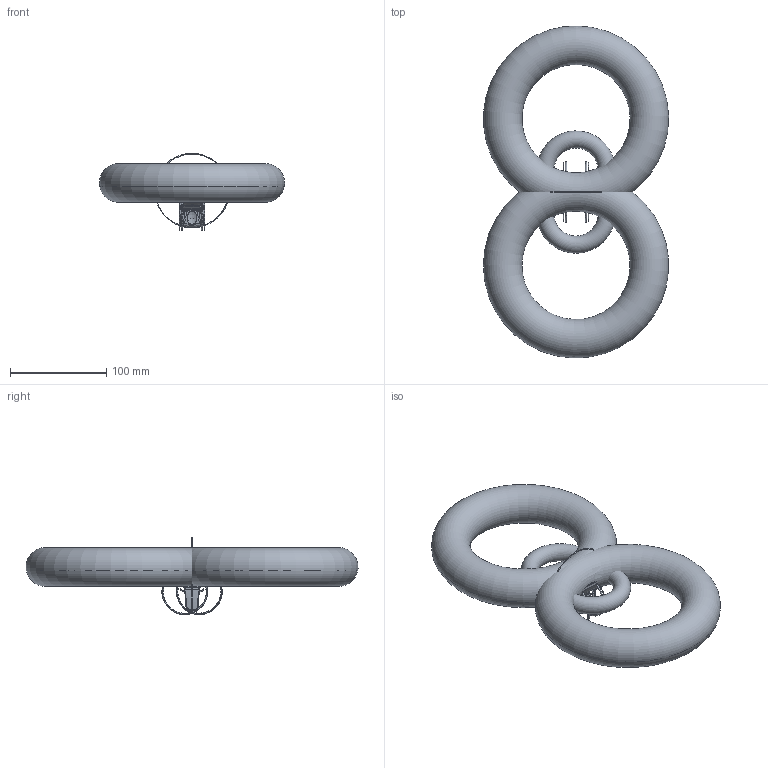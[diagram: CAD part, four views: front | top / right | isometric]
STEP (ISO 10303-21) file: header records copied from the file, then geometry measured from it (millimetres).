
FILE_DESCRIPTION((''),'2;1');
FILE_NAME('68B_SW0001','2020-11-02T',('cconro'),(''),'PRO/ENGINEER BY PARAMETRIC TECHNOLOGY CORPORATION, 2016100','PRO/ENGINEER BY PARAMETRIC TECHNOLOGY CORPORATION, 2016100','');
FILE_SCHEMA(('CONFIG_CONTROL_DESIGN'));
Products named in the file (1): 68B_SW0001
Bounding box: 192.36 x 344.74 x 80.26 mm (x, y, z)
Surface area: 166145.7 mm2 (no closed solid volume)
Topology: 0 solids, 0 shells, 755 faces, 4016 edges, 3972 vertices
Faces by surface type: bspline 675, torus 72, sphere 8
Entity records: 77435 total; most frequent: CARTESIAN_POINT 44428, DIRECTION 4869, TRIMMED_CURVE 4014, DEFINITIONAL_REPRESENTATION 3928, PCURVE 3928, COMPOSITE_CURVE_SEGMENT 3928, VECTOR 3319, LINE 3319
